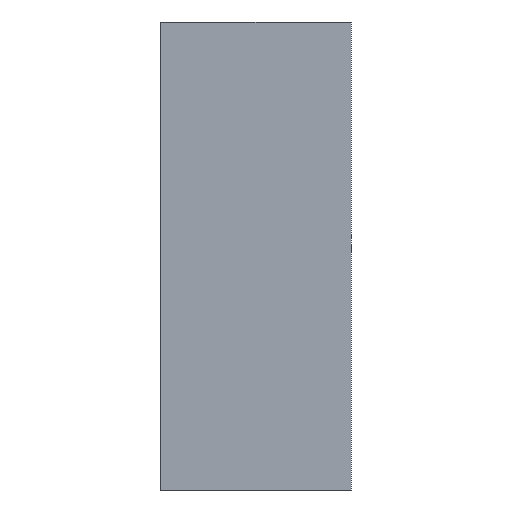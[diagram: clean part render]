
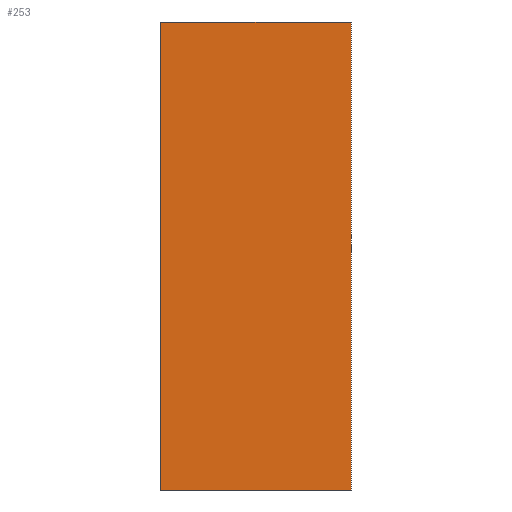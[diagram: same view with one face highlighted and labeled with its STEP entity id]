
A CAD part, left-side view. The second image highlights one B-rep face of the part: STEP entity #253.
In plain terms, the highlighted planar face has unit normal (-1, 0, 0).
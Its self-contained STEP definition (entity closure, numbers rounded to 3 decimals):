
#57 = ORIENTED_EDGE ( 'NONE', *, *, #274, .T. ) ;
#61 = VECTOR ( 'NONE', #654, 1000. ) ;
#66 = EDGE_CURVE ( 'NONE', #165, #650, #341, .T. ) ;
#83 = CARTESIAN_POINT ( 'NONE',  ( -1.55, 0.65, 0.8 ) ) ;
#125 = PLANE ( 'NONE',  #355 ) ;
#165 = VERTEX_POINT ( 'NONE', #243 ) ;
#225 = CARTESIAN_POINT ( 'NONE',  ( -1.55, 0.65, -0.8 ) ) ;
#226 = EDGE_LOOP ( 'NONE', ( #421, #887, #342, #57 ) ) ;
#243 = CARTESIAN_POINT ( 'NONE',  ( -1.55, 0.65, 0.8 ) ) ;
#253 = ADVANCED_FACE ( 'NONE', ( #268 ), #125, .F. ) ;
#268 = FACE_OUTER_BOUND ( 'NONE', #226, .T. ) ;
#274 = EDGE_CURVE ( 'NONE', #165, #614, #902, .T. ) ;
#309 = DIRECTION ( 'NONE',  ( 0., -1., 0. ) ) ;
#318 = CARTESIAN_POINT ( 'NONE',  ( -1.55, 0., -0.8 ) ) ;
#341 = LINE ( 'NONE', #661, #61 ) ;
#342 = ORIENTED_EDGE ( 'NONE', *, *, #66, .F. ) ;
#347 = DIRECTION ( 'NONE',  ( 1., 0., 0. ) ) ;
#355 = AXIS2_PLACEMENT_3D ( 'NONE', #415, #347, #448 ) ;
#363 = CARTESIAN_POINT ( 'NONE',  ( -1.55, 0., -0.8 ) ) ;
#415 = CARTESIAN_POINT ( 'NONE',  ( -1.55, 0., 0.8 ) ) ;
#421 = ORIENTED_EDGE ( 'NONE', *, *, #674, .T. ) ;
#439 = VECTOR ( 'NONE', #757, 1000. ) ;
#443 = CARTESIAN_POINT ( 'NONE',  ( -1.55, 0., 0.8 ) ) ;
#448 = DIRECTION ( 'NONE',  ( 0., 0., -1. ) ) ;
#464 = LINE ( 'NONE', #318, #880 ) ;
#517 = VECTOR ( 'NONE', #586, 1000. ) ;
#586 = DIRECTION ( 'NONE',  ( 0., 0., -1. ) ) ;
#614 = VERTEX_POINT ( 'NONE', #225 ) ;
#622 = VERTEX_POINT ( 'NONE', #363 ) ;
#650 = VERTEX_POINT ( 'NONE', #443 ) ;
#654 = DIRECTION ( 'NONE',  ( 0., -1., 0. ) ) ;
#661 = CARTESIAN_POINT ( 'NONE',  ( -1.55, 0., 0.8 ) ) ;
#674 = EDGE_CURVE ( 'NONE', #614, #622, #464, .T. ) ;
#757 = DIRECTION ( 'NONE',  ( 0., 0., -1. ) ) ;
#807 = LINE ( 'NONE', #954, #517 ) ;
#874 = EDGE_CURVE ( 'NONE', #650, #622, #807, .T. ) ;
#880 = VECTOR ( 'NONE', #309, 1000. ) ;
#887 = ORIENTED_EDGE ( 'NONE', *, *, #874, .F. ) ;
#902 = LINE ( 'NONE', #83, #439 ) ;
#954 = CARTESIAN_POINT ( 'NONE',  ( -1.55, 0., 0.8 ) ) ;
